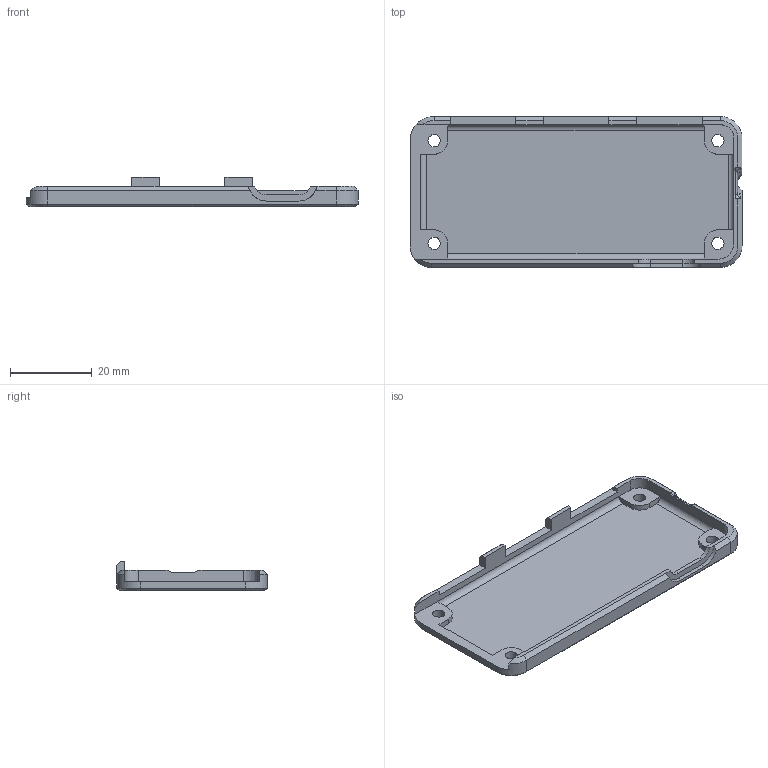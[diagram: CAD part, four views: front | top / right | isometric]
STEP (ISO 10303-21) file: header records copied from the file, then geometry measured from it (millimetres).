
FILE_DESCRIPTION(/* description */ (''),/* implementation_level */ '2;1');
FILE_NAME(/* name */ 'ICE-V_Enclosure_Base_v01.step',/* time_stamp */ '2022-09-27T13:52:56-07:00',/* author */ (''),/* organization */ (''),/* preprocessor_version */ 'ST-DEVELOPER v19',/* originating_system */ 'Autodesk Translation Framework v11.7.0.108',/* authorisation */ '');
FILE_SCHEMA (('AUTOMOTIVE_DESIGN { 1 0 10303 214 3 1 1 }'));
Length unit declared in the file: millimetre
Products named in the file (1): Base
Bounding box: 81.4 x 36.95 x 7.2 mm (x, y, z)
Volume: 4081.1 mm3; surface area: 7515.1 mm2
Topology: 1 solids, 1 shells, 113 faces, 313 edges, 202 vertices
Faces by surface type: plane 66, cylinder 27, cone 12, bspline 8
Full cylindrical faces by diameter (mm): 3 x4
Entity records: 3848 total; most frequent: CARTESIAN_POINT 929, ORIENTED_EDGE 626, DIRECTION 567, EDGE_CURVE 313, LINE 207, VECTOR 207, VERTEX_POINT 202, AXIS2_PLACEMENT_3D 180
